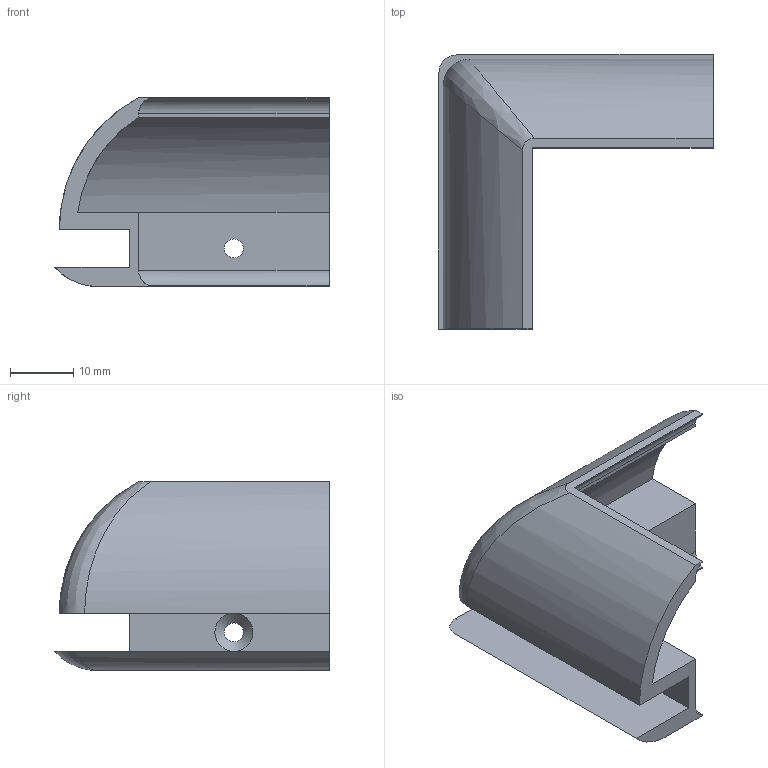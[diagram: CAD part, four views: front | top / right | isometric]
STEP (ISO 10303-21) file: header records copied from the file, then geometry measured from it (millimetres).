
FILE_DESCRIPTION(('STEP AP203'),'2;1');
FILE_NAME('XF36112G.stp','2011-02-02T11:59:02',(''),(''),'2009.3.110','THINKDESIGN','');
FILE_SCHEMA(('CONFIG_CONTROL_DESIGN'));
Length unit declared in the file: millimetre
Bounding box: 43.21 x 43.21 x 29.77 mm (x, y, z)
Volume: 9510.9 mm3; surface area: 8391.4 mm2
Topology: 1 solids, 1 shells, 33 faces, 92 edges, 58 vertices
Faces by surface type: plane 19, cylinder 10, bspline 4
Entity records: 1395 total; most frequent: CARTESIAN_POINT 460, ORIENTED_EDGE 182, DIRECTION 165, EDGE_CURVE 91, VECTOR 61, LINE 61, VERTEX_POINT 58, AXIS2_PLACEMENT_3D 52
